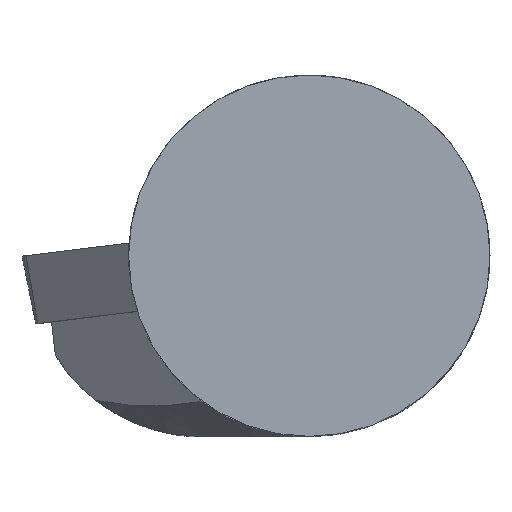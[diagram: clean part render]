
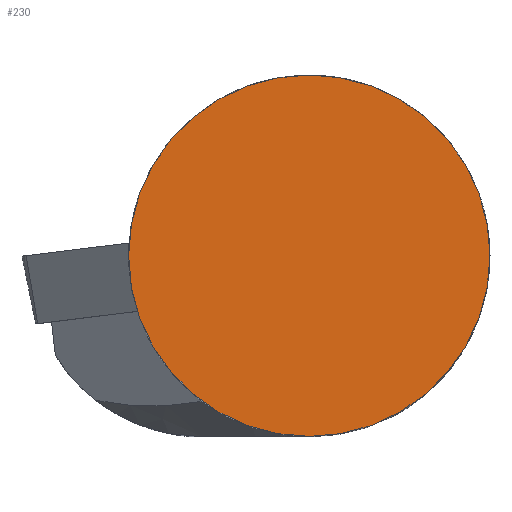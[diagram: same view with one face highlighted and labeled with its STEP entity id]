
A CAD part, top view. The second image highlights one B-rep face of the part: STEP entity #230.
In plain terms, the highlighted planar face has unit normal (0, 0, 1).
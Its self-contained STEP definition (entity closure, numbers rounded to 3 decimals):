
#136=PLANE('',#1205);
#179=FACE_OUTER_BOUND('',#332,.T.);
#230=ADVANCED_FACE('',(#179),#136,.T.);
#332=EDGE_LOOP('',(#649));
#355=CIRCLE('',#1121,12.5);
#649=ORIENTED_EDGE('',*,*,#818,.T.);
#725=VERTEX_POINT('',#1660);
#818=EDGE_CURVE('',#725,#725,#355,.T.);
#1121=AXIS2_PLACEMENT_3D('',#1659,#1263,#1264);
#1205=AXIS2_PLACEMENT_3D('',#1905,#1466,#1467);
#1263=DIRECTION('',(0.,0.,1.));
#1264=DIRECTION('',(1.,0.,0.));
#1466=DIRECTION('',(0.,0.,1.));
#1467=DIRECTION('',(1.,0.,0.));
#1659=CARTESIAN_POINT('',(0.,0.,0.));
#1660=CARTESIAN_POINT('',(12.5,0.,0.));
#1905=CARTESIAN_POINT('',(0.,0.,0.));
